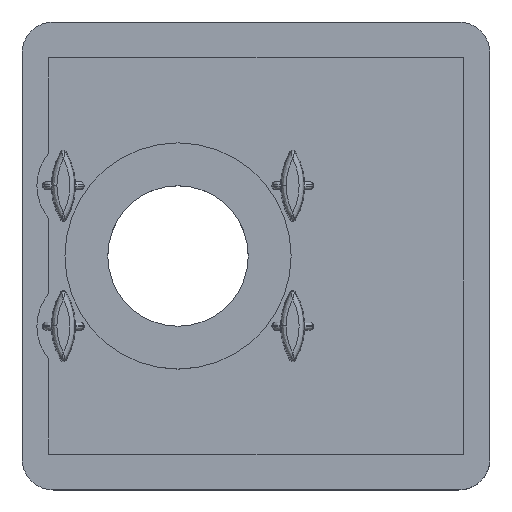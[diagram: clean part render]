
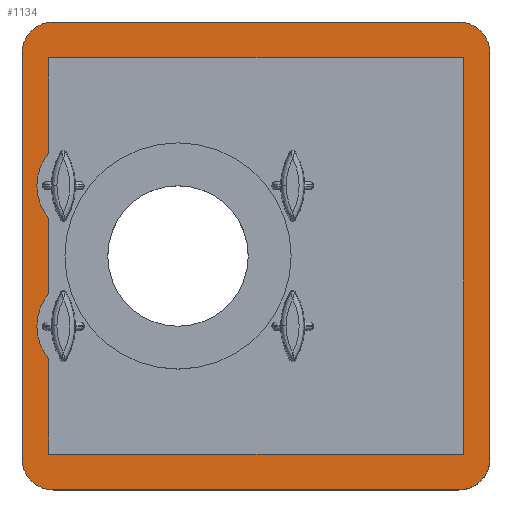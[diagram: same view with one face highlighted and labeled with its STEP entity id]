
A CAD part, top view. The second image highlights one B-rep face of the part: STEP entity #1134.
In plain terms, the highlighted planar face has unit normal (0, 0, 1).
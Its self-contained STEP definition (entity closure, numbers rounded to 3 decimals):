
#219 = VECTOR ( 'NONE', #6111, 1000. ) ;
#242 = AXIS2_PLACEMENT_3D ( 'NONE', #7882, #6558, #892 ) ;
#268 = DIRECTION ( 'NONE',  ( -1., 0., 0. ) ) ;
#281 = CARTESIAN_POINT ( 'NONE',  ( -10.796, 4.5, 3. ) ) ;
#348 = EDGE_CURVE ( 'NONE', #6160, #5237, #970, .T. ) ;
#604 = CARTESIAN_POINT ( 'NONE',  ( -15., 13., 3. ) ) ;
#689 = ORIENTED_EDGE ( 'NONE', *, *, #4247, .F. ) ;
#812 = CARTESIAN_POINT ( 'NONE',  ( 0., 0., 3. ) ) ;
#845 = AXIS2_PLACEMENT_3D ( 'NONE', #6012, #2158, #268 ) ;
#884 = CARTESIAN_POINT ( 'NONE',  ( 13.3, 12.7, 3. ) ) ;
#892 = DIRECTION ( 'NONE',  ( 1., 0., 0. ) ) ;
#939 = VERTEX_POINT ( 'NONE', #5006 ) ;
#970 = CIRCLE ( 'NONE', #3432, 2. ) ;
#972 = LINE ( 'NONE', #4226, #2962 ) ;
#975 = DIRECTION ( 'NONE',  ( 1., 0., 0. ) ) ;
#1007 = DIRECTION ( 'NONE',  ( 0., 0., 1. ) ) ;
#1096 = CARTESIAN_POINT ( 'NONE',  ( -13.3, 0., 3. ) ) ;
#1123 = ORIENTED_EDGE ( 'NONE', *, *, #6424, .F. ) ;
#1134 = ADVANCED_FACE ( 'NONE', ( #6572, #5476 ), #3973, .F. ) ;
#1304 = CARTESIAN_POINT ( 'NONE',  ( 0., -12.7, 3. ) ) ;
#1421 = VERTEX_POINT ( 'NONE', #4268 ) ;
#1673 = LINE ( 'NONE', #6102, #5817 ) ;
#1746 = EDGE_CURVE ( 'NONE', #3340, #939, #5969, .T. ) ;
#1762 = EDGE_CURVE ( 'NONE', #4091, #3409, #5191, .T. ) ;
#1843 = DIRECTION ( 'NONE',  ( 0., -1., 0. ) ) ;
#1976 = DIRECTION ( 'NONE',  ( 0., -1., 0. ) ) ;
#2002 = ORIENTED_EDGE ( 'NONE', *, *, #6365, .F. ) ;
#2087 = DIRECTION ( 'NONE',  ( 0., 0., -1. ) ) ;
#2158 = DIRECTION ( 'NONE',  ( 0., 0., -1. ) ) ;
#2197 = LINE ( 'NONE', #7049, #2593 ) ;
#2240 = VERTEX_POINT ( 'NONE', #7751 ) ;
#2457 = CARTESIAN_POINT ( 'NONE',  ( 13., -15., 3. ) ) ;
#2535 = EDGE_LOOP ( 'NONE', ( #7714, #8042, #1123, #3424, #5927, #4491, #4007, #4577 ) ) ;
#2565 = EDGE_LOOP ( 'NONE', ( #6838, #5302, #5426, #3869, #2002, #689, #3877, #4087 ) ) ;
#2593 = VECTOR ( 'NONE', #2676, 1000. ) ;
#2648 = CARTESIAN_POINT ( 'NONE',  ( 13., 13., 3. ) ) ;
#2658 = AXIS2_PLACEMENT_3D ( 'NONE', #812, #5173, #3999 ) ;
#2676 = DIRECTION ( 'NONE',  ( 0., 1., 0. ) ) ;
#2783 = DIRECTION ( 'NONE',  ( -1., 0., 0. ) ) ;
#2820 = VERTEX_POINT ( 'NONE', #7741 ) ;
#2870 = DIRECTION ( 'NONE',  ( 1., 0., 0. ) ) ;
#2895 = EDGE_CURVE ( 'NONE', #8025, #4618, #5526, .T. ) ;
#2962 = VECTOR ( 'NONE', #4252, 1000. ) ;
#2982 = CARTESIAN_POINT ( 'NONE',  ( 13.3, 0., 3. ) ) ;
#3012 = EDGE_CURVE ( 'NONE', #1421, #4618, #5248, .T. ) ;
#3108 = VECTOR ( 'NONE', #6963, 1000. ) ;
#3162 = CIRCLE ( 'NONE', #242, 3.25 ) ;
#3214 = CARTESIAN_POINT ( 'NONE',  ( -13.3, 0., 3. ) ) ;
#3233 = VERTEX_POINT ( 'NONE', #7358 ) ;
#3257 = CARTESIAN_POINT ( 'NONE',  ( -15., -15., 3. ) ) ;
#3267 = LINE ( 'NONE', #1304, #6404 ) ;
#3340 = VERTEX_POINT ( 'NONE', #4345 ) ;
#3396 = CARTESIAN_POINT ( 'NONE',  ( -13., -13., 3. ) ) ;
#3405 = CARTESIAN_POINT ( 'NONE',  ( 13., -13., 3. ) ) ;
#3409 = VERTEX_POINT ( 'NONE', #3635 ) ;
#3424 = ORIENTED_EDGE ( 'NONE', *, *, #1762, .T. ) ;
#3432 = AXIS2_PLACEMENT_3D ( 'NONE', #3405, #4678, #2783 ) ;
#3483 = DIRECTION ( 'NONE',  ( -1., 0., 0. ) ) ;
#3496 = LINE ( 'NONE', #3214, #3108 ) ;
#3554 = LINE ( 'NONE', #3603, #219 ) ;
#3601 = DIRECTION ( 'NONE',  ( 0., 1., 0. ) ) ;
#3603 = CARTESIAN_POINT ( 'NONE',  ( 0., 12.7, 3. ) ) ;
#3635 = CARTESIAN_POINT ( 'NONE',  ( -13., 15., 3. ) ) ;
#3668 = EDGE_CURVE ( 'NONE', #6160, #3797, #2197, .T. ) ;
#3797 = VERTEX_POINT ( 'NONE', #5812 ) ;
#3869 = ORIENTED_EDGE ( 'NONE', *, *, #5142, .F. ) ;
#3877 = ORIENTED_EDGE ( 'NONE', *, *, #7702, .F. ) ;
#3973 = PLANE ( 'NONE',  #2658 ) ;
#3999 = DIRECTION ( 'NONE',  ( -1., 0., 0. ) ) ;
#4007 = ORIENTED_EDGE ( 'NONE', *, *, #3012, .F. ) ;
#4087 = ORIENTED_EDGE ( 'NONE', *, *, #1746, .F. ) ;
#4091 = VERTEX_POINT ( 'NONE', #7726 ) ;
#4226 = CARTESIAN_POINT ( 'NONE',  ( -13.3, 0., 3. ) ) ;
#4230 = CARTESIAN_POINT ( 'NONE',  ( -13.3, -6.571, 3. ) ) ;
#4247 = EDGE_CURVE ( 'NONE', #3233, #6704, #3162, .T. ) ;
#4252 = DIRECTION ( 'NONE',  ( 0., -1., 0. ) ) ;
#4268 = CARTESIAN_POINT ( 'NONE',  ( -13., -15., 3. ) ) ;
#4288 = CIRCLE ( 'NONE', #6204, 2. ) ;
#4345 = CARTESIAN_POINT ( 'NONE',  ( -13.3, 6.571, 3. ) ) ;
#4448 = EDGE_CURVE ( 'NONE', #1421, #5237, #1673, .T. ) ;
#4491 = ORIENTED_EDGE ( 'NONE', *, *, #2895, .T. ) ;
#4577 = ORIENTED_EDGE ( 'NONE', *, *, #4448, .T. ) ;
#4578 = LINE ( 'NONE', #1096, #5266 ) ;
#4618 = VERTEX_POINT ( 'NONE', #8125 ) ;
#4678 = DIRECTION ( 'NONE',  ( 0., 0., -1. ) ) ;
#4853 = CARTESIAN_POINT ( 'NONE',  ( -13.3, 12.7, 3. ) ) ;
#5006 = CARTESIAN_POINT ( 'NONE',  ( -13.3, 2.429, 3. ) ) ;
#5057 = VERTEX_POINT ( 'NONE', #4853 ) ;
#5079 = EDGE_CURVE ( 'NONE', #6126, #5057, #3554, .T. ) ;
#5142 = EDGE_CURVE ( 'NONE', #2240, #2820, #3267, .T. ) ;
#5173 = DIRECTION ( 'NONE',  ( 0., 0., -1. ) ) ;
#5191 = LINE ( 'NONE', #7887, #6959 ) ;
#5201 = LINE ( 'NONE', #2982, #6671 ) ;
#5223 = DIRECTION ( 'NONE',  ( 0., 0., -1. ) ) ;
#5237 = VERTEX_POINT ( 'NONE', #2457 ) ;
#5248 = CIRCLE ( 'NONE', #7327, 2. ) ;
#5266 = VECTOR ( 'NONE', #1843, 1000. ) ;
#5302 = ORIENTED_EDGE ( 'NONE', *, *, #5079, .F. ) ;
#5375 = AXIS2_PLACEMENT_3D ( 'NONE', #281, #1007, #2870 ) ;
#5426 = ORIENTED_EDGE ( 'NONE', *, *, #7909, .F. ) ;
#5476 = FACE_OUTER_BOUND ( 'NONE', #2535, .T. ) ;
#5526 = LINE ( 'NONE', #3257, #6726 ) ;
#5650 = CIRCLE ( 'NONE', #845, 2. ) ;
#5812 = CARTESIAN_POINT ( 'NONE',  ( 15., 13., 3. ) ) ;
#5817 = VECTOR ( 'NONE', #975, 1000. ) ;
#5927 = ORIENTED_EDGE ( 'NONE', *, *, #6124, .F. ) ;
#5969 = CIRCLE ( 'NONE', #5375, 3.25 ) ;
#6012 = CARTESIAN_POINT ( 'NONE',  ( -13., 13., 3. ) ) ;
#6102 = CARTESIAN_POINT ( 'NONE',  ( -15., -15., 3. ) ) ;
#6111 = DIRECTION ( 'NONE',  ( -1., 0., 0. ) ) ;
#6124 = EDGE_CURVE ( 'NONE', #8025, #3409, #5650, .T. ) ;
#6126 = VERTEX_POINT ( 'NONE', #884 ) ;
#6160 = VERTEX_POINT ( 'NONE', #6596 ) ;
#6204 = AXIS2_PLACEMENT_3D ( 'NONE', #2648, #2087, #7052 ) ;
#6365 = EDGE_CURVE ( 'NONE', #6704, #2240, #3496, .T. ) ;
#6404 = VECTOR ( 'NONE', #6932, 1000. ) ;
#6424 = EDGE_CURVE ( 'NONE', #4091, #3797, #4288, .T. ) ;
#6558 = DIRECTION ( 'NONE',  ( 0., 0., 1. ) ) ;
#6572 = FACE_BOUND ( 'NONE', #2565, .T. ) ;
#6590 = DIRECTION ( 'NONE',  ( -1., 0., 0. ) ) ;
#6596 = CARTESIAN_POINT ( 'NONE',  ( 15., -13., 3. ) ) ;
#6671 = VECTOR ( 'NONE', #3601, 1000. ) ;
#6704 = VERTEX_POINT ( 'NONE', #4230 ) ;
#6726 = VECTOR ( 'NONE', #1976, 1000. ) ;
#6838 = ORIENTED_EDGE ( 'NONE', *, *, #7880, .F. ) ;
#6932 = DIRECTION ( 'NONE',  ( 1., 0., 0. ) ) ;
#6959 = VECTOR ( 'NONE', #3483, 1000. ) ;
#6963 = DIRECTION ( 'NONE',  ( 0., -1., 0. ) ) ;
#7049 = CARTESIAN_POINT ( 'NONE',  ( 15., -15., 3. ) ) ;
#7052 = DIRECTION ( 'NONE',  ( -1., 0., 0. ) ) ;
#7327 = AXIS2_PLACEMENT_3D ( 'NONE', #3396, #5223, #6590 ) ;
#7358 = CARTESIAN_POINT ( 'NONE',  ( -13.3, -2.429, 3. ) ) ;
#7702 = EDGE_CURVE ( 'NONE', #939, #3233, #4578, .T. ) ;
#7714 = ORIENTED_EDGE ( 'NONE', *, *, #348, .F. ) ;
#7726 = CARTESIAN_POINT ( 'NONE',  ( 13., 15., 3. ) ) ;
#7741 = CARTESIAN_POINT ( 'NONE',  ( 13.3, -12.7, 3. ) ) ;
#7751 = CARTESIAN_POINT ( 'NONE',  ( -13.3, -12.7, 3. ) ) ;
#7880 = EDGE_CURVE ( 'NONE', #5057, #3340, #972, .T. ) ;
#7882 = CARTESIAN_POINT ( 'NONE',  ( -10.796, -4.5, 3. ) ) ;
#7887 = CARTESIAN_POINT ( 'NONE',  ( -15., 15., 3. ) ) ;
#7909 = EDGE_CURVE ( 'NONE', #2820, #6126, #5201, .T. ) ;
#8025 = VERTEX_POINT ( 'NONE', #604 ) ;
#8042 = ORIENTED_EDGE ( 'NONE', *, *, #3668, .T. ) ;
#8125 = CARTESIAN_POINT ( 'NONE',  ( -15., -13., 3. ) ) ;
